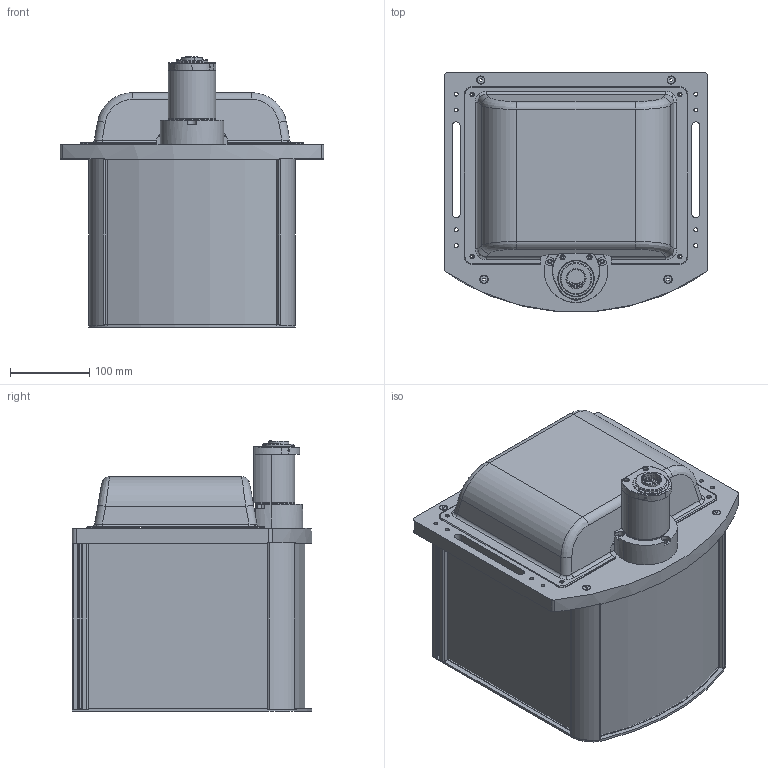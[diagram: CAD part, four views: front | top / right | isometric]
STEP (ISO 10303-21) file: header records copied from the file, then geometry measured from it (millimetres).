
FILE_DESCRIPTION (( 'STEP AP203' ), '1' );
FILE_NAME ('TCCP3MHR144-C.step', '2019-01-25T09:17:16', ( '' ), ( '' ), 'SwSTEP 2.0', 'SolidWorks 2018', '' );
FILE_SCHEMA (( 'CONFIG_CONTROL_DESIGN' ));
Length unit declared in the file: millimetre
Products named in the file (1): TCCP3MHR144-C
Bounding box: 332 x 301.71 x 340.52 mm (x, y, z)
Surface area: 639296.4 mm2 (no closed solid volume)
Topology: 0 solids, 42 shells, 417 faces, 1731 edges, 1353 vertices
Faces by surface type: cylinder 219, plane 158, cone 21, bspline 15, torus 4
Entity records: 19522 total; most frequent: CARTESIAN_POINT 4986, DIRECTION 3200, ORIENTED_EDGE 2489, EDGE_CURVE 1731, VERTEX_POINT 1353, AXIS2_PLACEMENT_3D 1156, VECTOR 888, LINE 888
